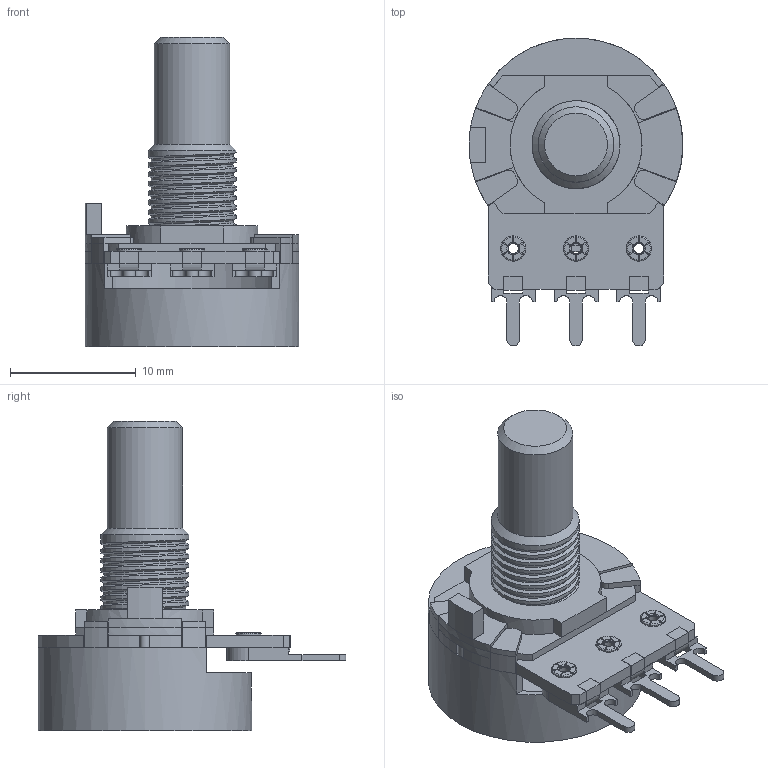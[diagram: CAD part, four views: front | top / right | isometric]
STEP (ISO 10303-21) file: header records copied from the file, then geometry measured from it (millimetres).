
FILE_DESCRIPTION(('FreeCAD Model'),'2;1');
FILE_NAME('RV16AF-20-15R.step','2019-06-14T21:55:42',('Author') ,(''),'Open CASCADE STEP processor 7.3','FreeCAD','Unknown');
FILE_SCHEMA(('AUTOMOTIVE_DESIGN { 1 0 10303 214 1 1 1 1 }'));
Length unit declared in the file: millimetre
Products named in the file (5): Type-20; RV16_Shaft_15R_1; Bushing_M7x0.75x6.5mm_; RV16_Wafer_; Body
Bounding box: 17 x 24.5 x 24.6 mm (x, y, z)
Volume: 1232.6 mm3; surface area: 2897 mm2
Topology: 7 solids, 7 shells, 429 faces, 2211 edges, 5126 vertices
Faces by surface type: plane 257, cylinder 101, torus 42, bspline 27, cone 2
Full cylindrical faces by diameter (mm): 0.8 x11, 1 x6, 1.02 x3, 2 x3, 6 x2, 7 x7, 10 x1, 16 x1, 17 x1
Entity records: 31558 total; most frequent: CARTESIAN_POINT 13180, DIRECTION 3441, ORIENTED_EDGE 2166, LINE 1191, VECTOR 1191, GEOMETRIC_CURVE_SET 1129, TRIMMED_CURVE 1128, AXIS2_PLACEMENT_3D 1125
